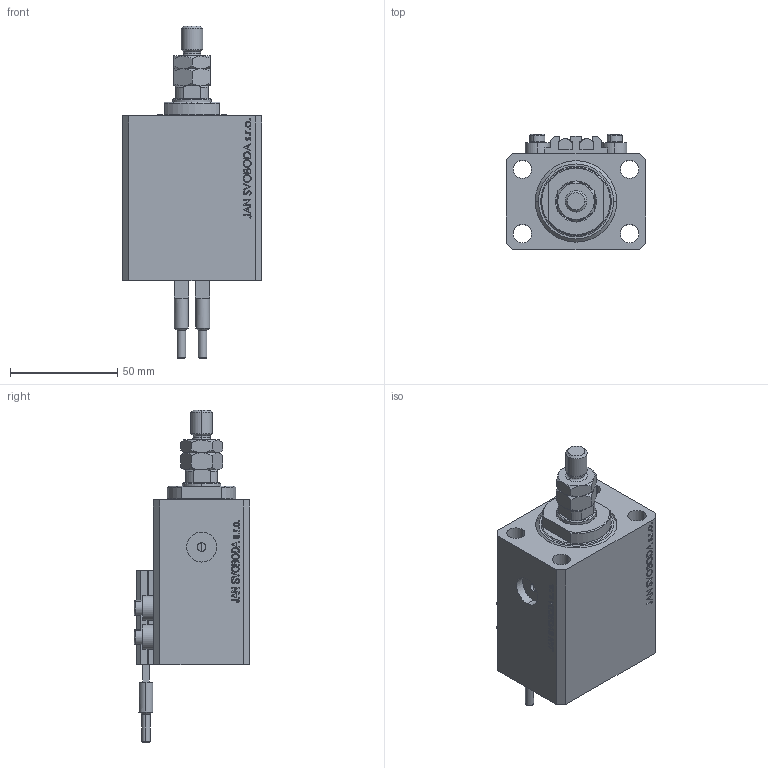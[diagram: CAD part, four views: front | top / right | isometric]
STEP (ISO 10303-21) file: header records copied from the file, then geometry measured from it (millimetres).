
FILE_DESCRIPTION (( 'STEP AP203' ), '1' );
FILE_NAME ('2555.STEP', '2024-01-05T09:04:31', ( '' ), ( '' ), 'SwSTEP 2.0', 'SolidWorks 2019', '' );
FILE_SCHEMA (( 'CONFIG_CONTROL_DESIGN' ));
Length unit declared in the file: millimetre
Products named in the file (7): 2555; V250CE_VC_C dfe3090207b619c8979c87ce57a651c3; V250CE_C_Body dfe3090207b619c8979c87ce57a651c3; ALLEN BOLT V250CE dfe3090207b619c8979c87ce57a651c3; MTA dfe3090207b619c8979c87ce57a651c3; V250CE_C_VCP dfe3090207b619c8979c87ce57a651c3; SWITCH_V250CE dfe3090207b619c8979c87ce57a651c3
Assembly tree (10 placements, depth 2):
  2555
    V250CE_C_Body dfe3090207b619c8979c87ce57a651c3
    ALLEN BOLT V250CE dfe3090207b619c8979c87ce57a651c3  x4
    V250CE_C_VCP dfe3090207b619c8979c87ce57a651c3
    V250CE_VC_C dfe3090207b619c8979c87ce57a651c3
    MTA dfe3090207b619c8979c87ce57a651c3
    SWITCH_V250CE dfe3090207b619c8979c87ce57a651c3  x2
Bounding box: 65 x 54 x 155 mm (x, y, z)
Volume: 219560 mm3; surface area: 62168.5 mm2
Topology: 11 solids, 11 shells, 1143 faces, 2828 edges, 1825 vertices
Faces by surface type: plane 551, bspline 374, cylinder 108, cone 90, torus 20
Entity records: 49856 total; most frequent: CARTESIAN_POINT 26570, ORIENTED_EDGE 5238, DIRECTION 3387, EDGE_CURVE 2619, VERTEX_POINT 1711, VECTOR 1543, LINE 1543, EDGE_LOOP 1168
